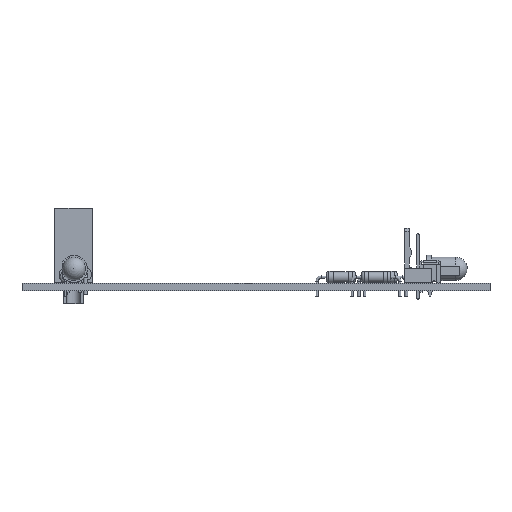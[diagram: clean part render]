
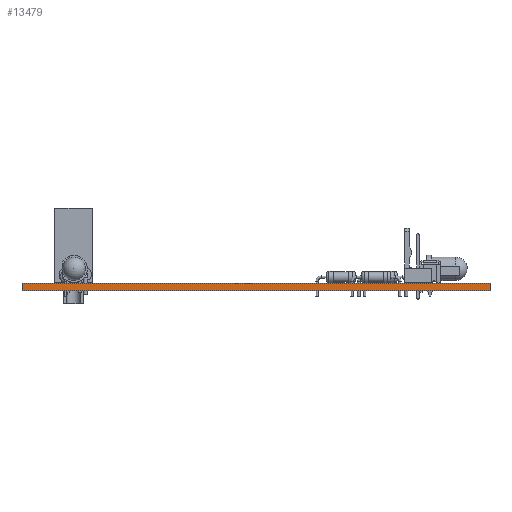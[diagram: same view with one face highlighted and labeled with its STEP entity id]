
A CAD part, front view. The second image highlights one B-rep face of the part: STEP entity #13479.
In plain terms, the highlighted planar face has unit normal (0, -1, 0).
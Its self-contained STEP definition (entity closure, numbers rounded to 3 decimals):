
#13479 = ADVANCED_FACE('',(#13480),#13514,.T.);
#13480 = FACE_BOUND('',#13481,.T.);
#13481 = EDGE_LOOP('',(#13482,#13492,#13500,#13508));
#13482 = ORIENTED_EDGE('',*,*,#13483,.T.);
#13483 = EDGE_CURVE('',#13484,#13486,#13488,.T.);
#13484 = VERTEX_POINT('',#13485);
#13485 = CARTESIAN_POINT('',(222.36,-136.,0.));
#13486 = VERTEX_POINT('',#13487);
#13487 = CARTESIAN_POINT('',(222.36,-136.,1.6));
#13488 = LINE('',#13489,#13490);
#13489 = CARTESIAN_POINT('',(222.36,-136.,0.));
#13490 = VECTOR('',#13491,1.);
#13491 = DIRECTION('',(0.,0.,1.));
#13492 = ORIENTED_EDGE('',*,*,#13493,.T.);
#13493 = EDGE_CURVE('',#13486,#13494,#13496,.T.);
#13494 = VERTEX_POINT('',#13495);
#13495 = CARTESIAN_POINT('',(122.36,-136.,1.6));
#13496 = LINE('',#13497,#13498);
#13497 = CARTESIAN_POINT('',(222.36,-136.,1.6));
#13498 = VECTOR('',#13499,1.);
#13499 = DIRECTION('',(-1.,0.,0.));
#13500 = ORIENTED_EDGE('',*,*,#13501,.F.);
#13501 = EDGE_CURVE('',#13502,#13494,#13504,.T.);
#13502 = VERTEX_POINT('',#13503);
#13503 = CARTESIAN_POINT('',(122.36,-136.,0.));
#13504 = LINE('',#13505,#13506);
#13505 = CARTESIAN_POINT('',(122.36,-136.,0.));
#13506 = VECTOR('',#13507,1.);
#13507 = DIRECTION('',(0.,0.,1.));
#13508 = ORIENTED_EDGE('',*,*,#13509,.F.);
#13509 = EDGE_CURVE('',#13484,#13502,#13510,.T.);
#13510 = LINE('',#13511,#13512);
#13511 = CARTESIAN_POINT('',(222.36,-136.,0.));
#13512 = VECTOR('',#13513,1.);
#13513 = DIRECTION('',(-1.,0.,0.));
#13514 = PLANE('',#13515);
#13515 = AXIS2_PLACEMENT_3D('',#13516,#13517,#13518);
#13516 = CARTESIAN_POINT('',(222.36,-136.,0.));
#13517 = DIRECTION('',(0.,-1.,0.));
#13518 = DIRECTION('',(-1.,0.,0.));
